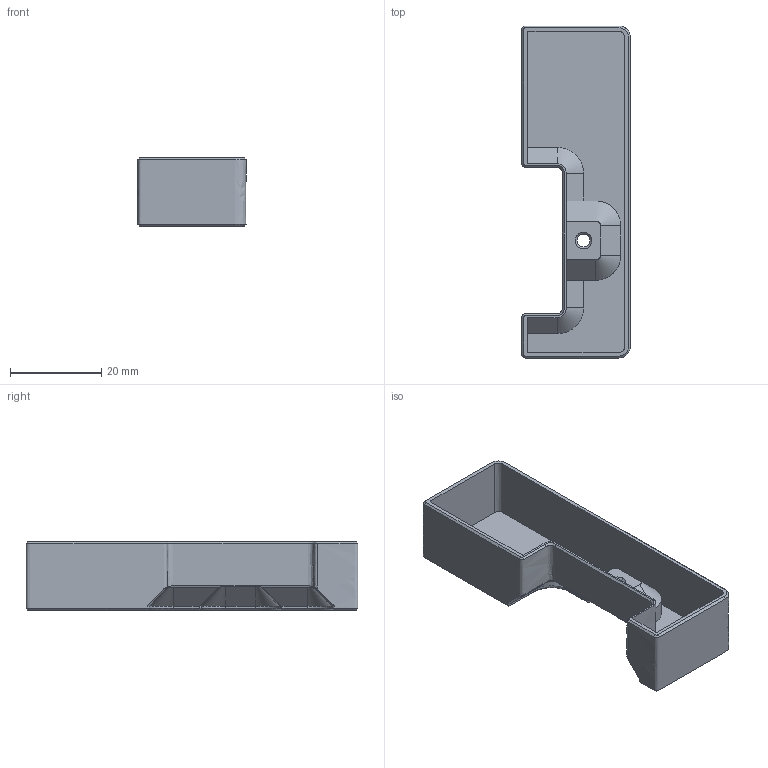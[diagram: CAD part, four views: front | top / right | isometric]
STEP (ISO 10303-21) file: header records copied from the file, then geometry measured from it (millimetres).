
FILE_DESCRIPTION(/* description */ (''),/* implementation_level */ '2;1');
FILE_NAME(/* name */ 'BUCKET~2',/* time_stamp */ '2025-01-28T19:39:17+01:00',/* author */ (''),/* organization */ (''),/* preprocessor_version */ 'ST-DEVELOPER v15',/* originating_system */ '',/* authorisation */ '');
FILE_SCHEMA (('AUTOMOTIVE_DESIGN'));
Length unit declared in the file: millimetre
Products named in the file (1): Document
Bounding box: 23.75 x 72.63 x 15 mm (x, y, z)
Volume: 5741.4 mm3; surface area: 8415 mm2
Topology: 1 solids, 1 shells, 148 faces, 373 edges, 223 vertices
Faces by surface type: bspline 111, plane 37
Entity records: 5624 total; most frequent: CARTESIAN_POINT 3333, ORIENTED_EDGE 736, EDGE_CURVE 368, B_SPLINE_CURVE_WITH_KNOTS 282, VERTEX_POINT 223, EDGE_LOOP 152, ADVANCED_FACE 148, FACE_OUTER_BOUND 148
